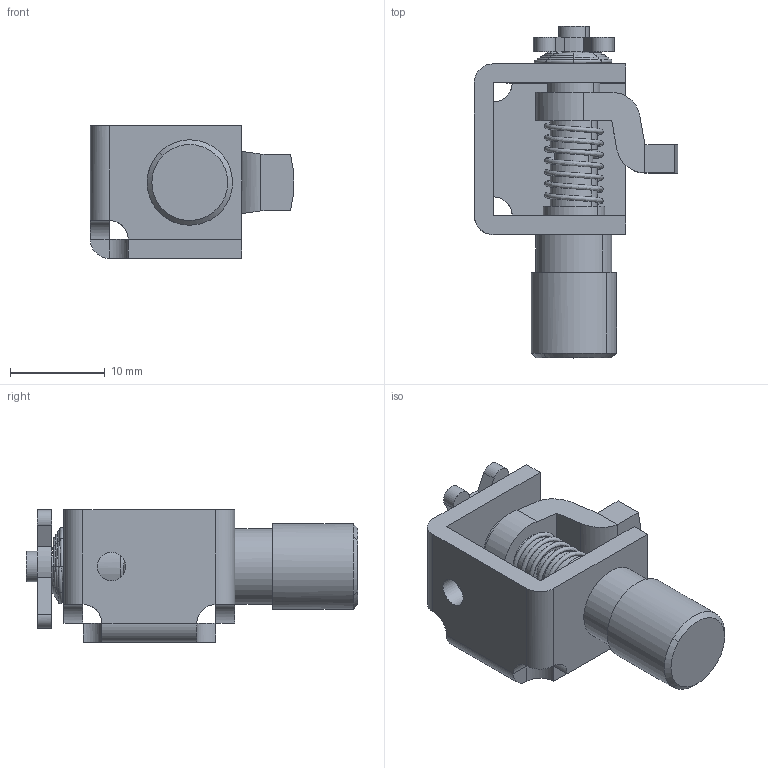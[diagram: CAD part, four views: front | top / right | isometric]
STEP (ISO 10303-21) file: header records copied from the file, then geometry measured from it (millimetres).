
FILE_DESCRIPTION((''),'2;1');
FILE_NAME('','2006-01-16T16:02:33',(''),(''),'','CADfix','');
FILE_SCHEMA(('AUTOMOTIVE_DESIGN'));
Length unit declared in the file: millimetre
Products named in the file (8): spring_2; spring_1; retainer; knob; housing; collar; cam; TL_86_6_478_36
Assembly tree (7 placements, depth 2):
  TL_86_6_478_36
    spring_2
    spring_1
    retainer
    knob
    housing
    collar
    cam
Bounding box: 21.46 x 35 x 14 mm (x, y, z)
Volume: 2938.2 mm3; surface area: 3544.7 mm2
Topology: 7 solids, 7 shells, 177 faces, 592 edges, 437 vertices
Faces by surface type: bspline 177
Entity records: 12427 total; most frequent: CARTESIAN_POINT 8778, ORIENTED_EDGE 1184, EDGE_CURVE 592, B_SPLINE_CURVE_WITH_KNOTS 453, VERTEX_POINT 437, EDGE_LOOP 195, FACE_OUTER_BOUND 177, ADVANCED_FACE 177
